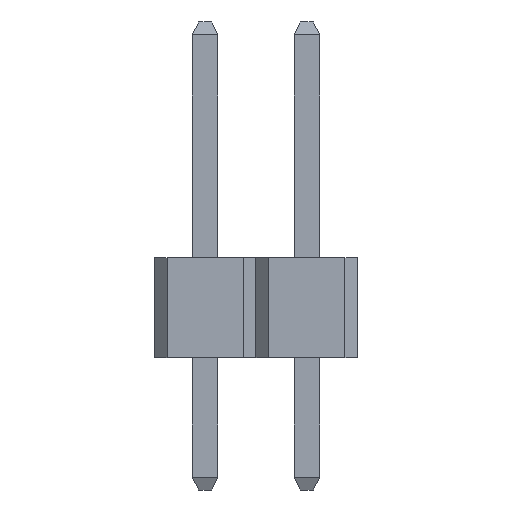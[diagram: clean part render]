
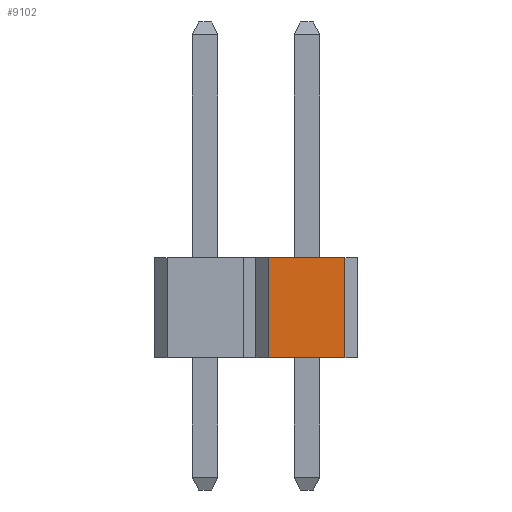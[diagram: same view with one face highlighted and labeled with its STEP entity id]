
A CAD part, left-side view. The second image highlights one B-rep face of the part: STEP entity #9102.
In plain terms, the highlighted planar face has unit normal (-1, 0, 0).
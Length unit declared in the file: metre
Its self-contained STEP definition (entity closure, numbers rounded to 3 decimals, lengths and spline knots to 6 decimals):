
#1788=ORIENTED_EDGE('',*,*,#3392,.T.);
#1789=ORIENTED_EDGE('',*,*,#3393,.T.);
#1790=ORIENTED_EDGE('',*,*,#3394,.F.);
#1791=ORIENTED_EDGE('',*,*,#3395,.T.);
#3392=EDGE_CURVE('',#4278,#4279,#5370,.T.);
#3393=EDGE_CURVE('',#4279,#4280,#5371,.T.);
#3394=EDGE_CURVE('',#4281,#4280,#5372,.T.);
#3395=EDGE_CURVE('',#4281,#4278,#5373,.T.);
#4278=VERTEX_POINT('',#14570);
#4279=VERTEX_POINT('',#14571);
#4280=VERTEX_POINT('',#14573);
#4281=VERTEX_POINT('',#14575);
#5370=LINE('',#14569,#6592);
#5371=LINE('',#14572,#6593);
#5372=LINE('',#14574,#6594);
#5373=LINE('',#14576,#6595);
#6592=VECTOR('',#12105,1.);
#6593=VECTOR('',#12106,1.);
#6594=VECTOR('',#12107,1.);
#6595=VECTOR('',#12108,1.);
#7394=EDGE_LOOP('',(#1788,#1789,#1790,#1791));
#7970=FACE_BOUND('',#7394,.T.);
#8546=PLANE('',#10199);
#9102=ADVANCED_FACE('',(#7970),#8546,.F.);
#10199=AXIS2_PLACEMENT_3D('',#14568,#12103,#12104);
#12103=DIRECTION('',(1.,0.,0.));
#12104=DIRECTION('',(0.,0.,-1.));
#12105=DIRECTION('',(0.,-1.,0.));
#12106=DIRECTION('',(0.,0.,1.));
#12107=DIRECTION('',(0.,-1.,0.));
#12108=DIRECTION('',(0.,0.,-1.));
#14568=CARTESIAN_POINT('',(-0.00127,0.,0.0025));
#14569=CARTESIAN_POINT('',(-0.00127,0.,0.));
#14570=CARTESIAN_POINT('',(-0.00127,0.00095,0.));
#14571=CARTESIAN_POINT('',(-0.00127,-0.00095,0.));
#14572=CARTESIAN_POINT('',(-0.00127,-0.00095,0.0025));
#14573=CARTESIAN_POINT('',(-0.00127,-0.00095,0.0025));
#14574=CARTESIAN_POINT('',(-0.00127,0.,0.0025));
#14575=CARTESIAN_POINT('',(-0.00127,0.00095,0.0025));
#14576=CARTESIAN_POINT('',(-0.00127,0.00095,0.));
